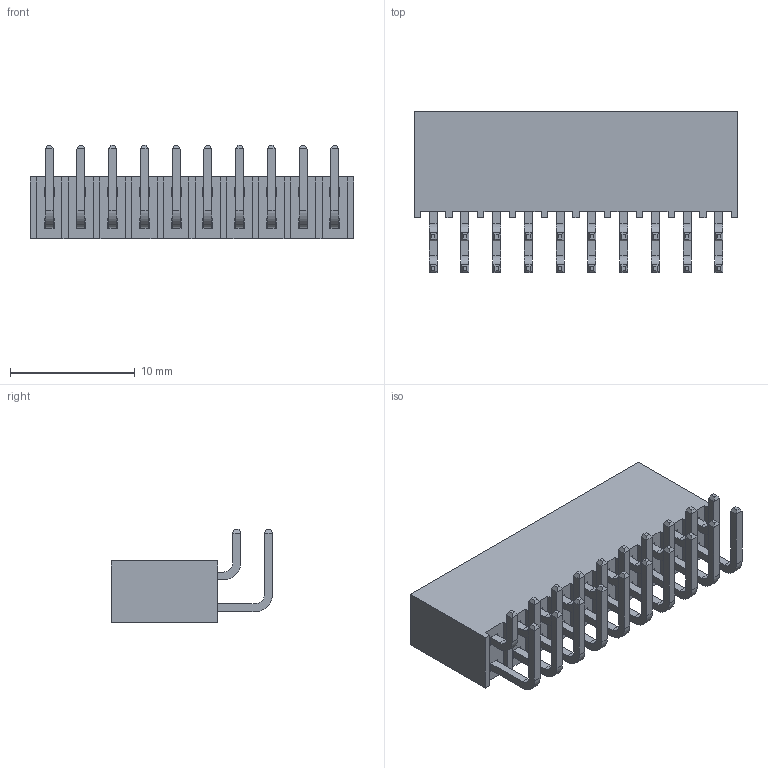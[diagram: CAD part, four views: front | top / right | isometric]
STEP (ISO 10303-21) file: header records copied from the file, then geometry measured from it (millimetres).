
FILE_DESCRIPTION(/* description */ ('STEP AP214'),/* implementation_level */ '2;1');
FILE_NAME(/* name */ 'SSQ-110-02-S-D-RA',/* time_stamp */ '2023-11-01T19:47:44+01:00',/* author */ ('License CC BY-ND 4.0'),/* organization */ ('CADENAS'),/* preprocessor_version */ 'ST-DEVELOPER v19.3',/* originating_system */ 'PARTsolutions',/* authorisation */ ' ');
FILE_SCHEMA (('AUTOMOTIVE_DESIGN {1 0 10303 214 3 1 1}'));
Length unit declared in the file: inch
Products named in the file (3): SSQ-110-02-S-D-RA; P2SSQ-110-02-S-D-RA; T1SSQ-110-02-S-D-RA
Assembly tree (2 placements, depth 2):
  SSQ-110-02-S-D-RA
    P2SSQ-110-02-S-D-RA
    T1SSQ-110-02-S-D-RA
Bounding box: 25.91 x 12.89 x 7.49 mm (x, y, z)
Volume: 1017.5 mm3; surface area: 1881.8 mm2
Topology: 2 solids, 2 shells, 392 faces, 1104 edges, 736 vertices
Faces by surface type: plane 352, cylinder 40
Entity records: 12626 total; most frequent: CARTESIAN_POINT 2235, ORIENTED_EDGE 2208, DIRECTION 1974, EDGE_CURVE 1104, LINE 1024, VECTOR 1024, VERTEX_POINT 736, AXIS2_PLACEMENT_3D 475
